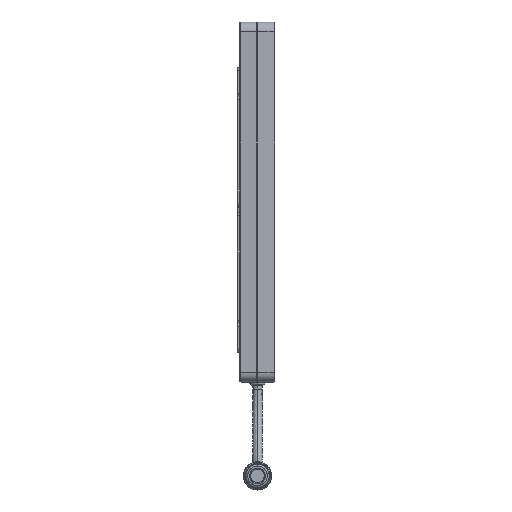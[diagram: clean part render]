
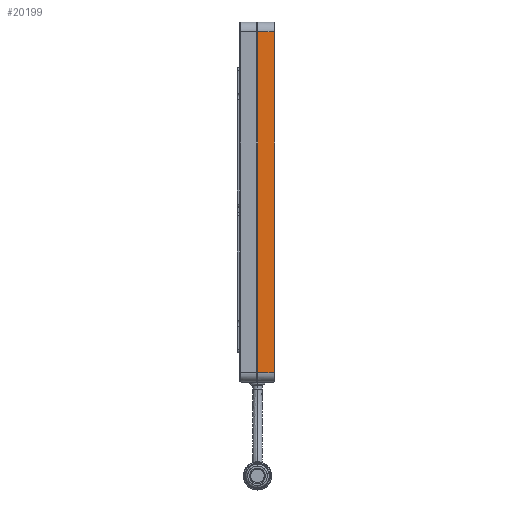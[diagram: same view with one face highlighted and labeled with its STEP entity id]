
A CAD part, left-side view. The second image highlights one B-rep face of the part: STEP entity #20199.
In plain terms, the highlighted free-form (B-spline) face has degree [1, 1] with [2, 2] control points.
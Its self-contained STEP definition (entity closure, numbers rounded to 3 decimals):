
#20199 = ADVANCED_FACE('',(#20200),#20230,.T.);
#20200 = FACE_BOUND('',#20201,.T.);
#20201 = EDGE_LOOP('',(#20202,#20211,#20218,#20225));
#20202 = ORIENTED_EDGE('',*,*,#20203,.T.);
#20203 = EDGE_CURVE('',#20204,#20206,#20208,.T.);
#20204 = VERTEX_POINT('',#20205);
#20205 = CARTESIAN_POINT('',(-131.795,-6.636,
    -65.295));
#20206 = VERTEX_POINT('',#20207);
#20207 = CARTESIAN_POINT('',(-131.637,-15.647,
    -65.295));
#20208 = B_SPLINE_CURVE_WITH_KNOTS('',1,(#20209,#20210),.UNSPECIFIED.,
  .F.,.F.,(2,2),(0.,8.26),.PIECEWISE_BEZIER_KNOTS.);
#20209 = CARTESIAN_POINT('',(-131.795,-6.636,
    -65.295));
#20210 = CARTESIAN_POINT('',(-131.637,-15.647,
    -65.295));
#20211 = ORIENTED_EDGE('',*,*,#20212,.T.);
#20212 = EDGE_CURVE('',#20206,#20213,#20215,.T.);
#20213 = VERTEX_POINT('',#20214);
#20214 = CARTESIAN_POINT('',(-131.637,-15.647,
    125.647));
#20215 = B_SPLINE_CURVE_WITH_KNOTS('',1,(#20216,#20217),.UNSPECIFIED.,
  .F.,.F.,(2,2),(0.,175.),.PIECEWISE_BEZIER_KNOTS.);
#20216 = CARTESIAN_POINT('',(-131.637,-15.647,
    -65.295));
#20217 = CARTESIAN_POINT('',(-131.637,-15.647,
    125.647));
#20218 = ORIENTED_EDGE('',*,*,#20219,.T.);
#20219 = EDGE_CURVE('',#20213,#20220,#20222,.T.);
#20220 = VERTEX_POINT('',#20221);
#20221 = CARTESIAN_POINT('',(-131.795,-6.636,
    125.647));
#20222 = B_SPLINE_CURVE_WITH_KNOTS('',1,(#20223,#20224),.UNSPECIFIED.,
  .F.,.F.,(2,2),(0.,8.26),.PIECEWISE_BEZIER_KNOTS.);
#20223 = CARTESIAN_POINT('',(-131.637,-15.647,
    125.647));
#20224 = CARTESIAN_POINT('',(-131.795,-6.636,
    125.647));
#20225 = ORIENTED_EDGE('',*,*,#20226,.T.);
#20226 = EDGE_CURVE('',#20220,#20204,#20227,.T.);
#20227 = B_SPLINE_CURVE_WITH_KNOTS('',1,(#20228,#20229),.UNSPECIFIED.,
  .F.,.F.,(2,2),(0.,175.),.PIECEWISE_BEZIER_KNOTS.);
#20228 = CARTESIAN_POINT('',(-131.795,-6.636,
    125.647));
#20229 = CARTESIAN_POINT('',(-131.795,-6.636,
    -65.295));
#20230 = B_SPLINE_SURFACE_WITH_KNOTS('',1,1,(
    (#20231,#20232)
    ,(#20233,#20234
    )),.UNSPECIFIED.,.F.,.F.,.F.,(2,2),(2,2),(0.,1.),(0.,1.),
  .PIECEWISE_BEZIER_KNOTS.);
#20231 = CARTESIAN_POINT('',(-131.795,-6.636,
    -65.295));
#20232 = CARTESIAN_POINT('',(-131.795,-6.636,
    125.647));
#20233 = CARTESIAN_POINT('',(-131.637,-15.647,
    -65.295));
#20234 = CARTESIAN_POINT('',(-131.637,-15.647,
    125.647));
